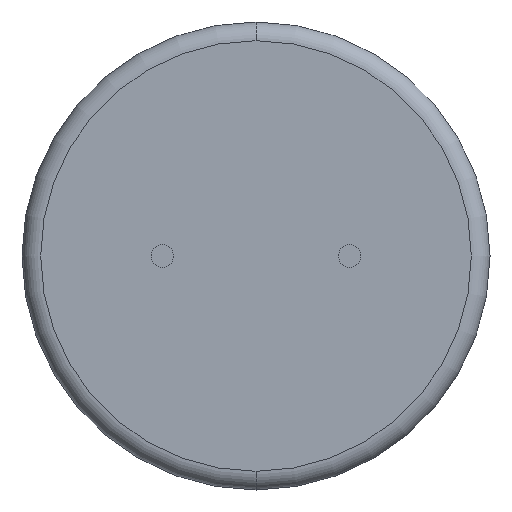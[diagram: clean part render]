
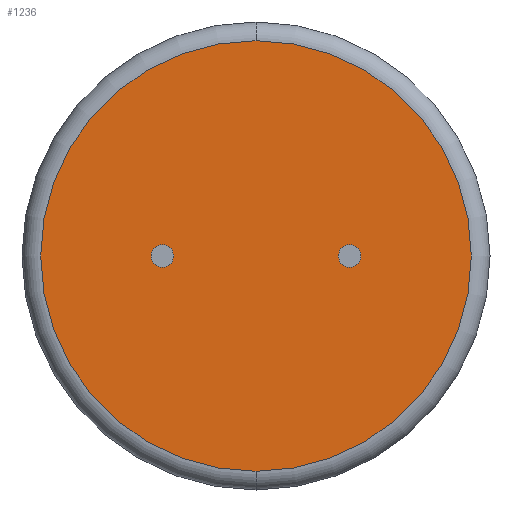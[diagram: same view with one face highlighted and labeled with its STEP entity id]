
A CAD part, front view. The second image highlights one B-rep face of the part: STEP entity #1236.
In plain terms, the highlighted planar face has unit normal (0, -1, 0).
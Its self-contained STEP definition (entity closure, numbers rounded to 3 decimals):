
#21 = VERTEX_POINT ( 'NONE', #728 ) ;
#56 = EDGE_CURVE ( 'NONE', #21, #985, #1110, .T. ) ;
#57 = DIRECTION ( 'NONE',  ( 0., 0., 1. ) ) ;
#78 = DIRECTION ( 'NONE',  ( 0., -1., 0. ) ) ;
#83 = EDGE_CURVE ( 'NONE', #883, #1178, #428, .T. ) ;
#105 = CARTESIAN_POINT ( 'NONE',  ( 0., 0., 0. ) ) ;
#106 = ORIENTED_EDGE ( 'NONE', *, *, #129, .F. ) ;
#128 = VERTEX_POINT ( 'NONE', #747 ) ;
#129 = EDGE_CURVE ( 'NONE', #128, #1191, #642, .T. ) ;
#150 = EDGE_CURVE ( 'NONE', #1191, #128, #691, .T. ) ;
#200 = DIRECTION ( 'NONE',  ( 0., -1., 0. ) ) ;
#235 = DIRECTION ( 'NONE',  ( 0., -1., 0. ) ) ;
#252 = DIRECTION ( 'NONE',  ( 0., 0., 1. ) ) ;
#333 = AXIS2_PLACEMENT_3D ( 'NONE', #483, #235, #252 ) ;
#397 = DIRECTION ( 'NONE',  ( 0., -1., 0. ) ) ;
#418 = CARTESIAN_POINT ( 'NONE',  ( 0., 0., 0. ) ) ;
#428 = CIRCLE ( 'NONE', #968, 0.3 ) ;
#483 = CARTESIAN_POINT ( 'NONE',  ( -2.5, 0., 0. ) ) ;
#489 = EDGE_CURVE ( 'NONE', #1178, #883, #1113, .T. ) ;
#506 = CARTESIAN_POINT ( 'NONE',  ( 0., 0., -5.75 ) ) ;
#512 = AXIS2_PLACEMENT_3D ( 'NONE', #775, #200, #768 ) ;
#528 = CARTESIAN_POINT ( 'NONE',  ( 2.5, 0., -0.3 ) ) ;
#537 = EDGE_LOOP ( 'NONE', ( #106, #664 ) ) ;
#608 = EDGE_LOOP ( 'NONE', ( #829, #859 ) ) ;
#642 = CIRCLE ( 'NONE', #512, 0.3 ) ;
#648 = CARTESIAN_POINT ( 'NONE',  ( 2.5, 0., 0. ) ) ;
#664 = ORIENTED_EDGE ( 'NONE', *, *, #150, .F. ) ;
#691 = CIRCLE ( 'NONE', #1366, 0.3 ) ;
#693 = EDGE_CURVE ( 'NONE', #985, #21, #696, .T. ) ;
#696 = CIRCLE ( 'NONE', #1062, 5.75 ) ;
#728 = CARTESIAN_POINT ( 'NONE',  ( 0., 0., 5.75 ) ) ;
#747 = CARTESIAN_POINT ( 'NONE',  ( 2.5, 0., 0.3 ) ) ;
#768 = DIRECTION ( 'NONE',  ( 0., 0., 1. ) ) ;
#771 = ORIENTED_EDGE ( 'NONE', *, *, #83, .F. ) ;
#775 = CARTESIAN_POINT ( 'NONE',  ( 2.5, 0., 0. ) ) ;
#817 = CARTESIAN_POINT ( 'NONE',  ( -2.5, 0., 0.3 ) ) ;
#829 = ORIENTED_EDGE ( 'NONE', *, *, #56, .T. ) ;
#850 = DIRECTION ( 'NONE',  ( 0., 1., 0. ) ) ;
#859 = ORIENTED_EDGE ( 'NONE', *, *, #693, .T. ) ;
#864 = FACE_BOUND ( 'NONE', #921, .T. ) ;
#869 = DIRECTION ( 'NONE',  ( 0., 0., 1. ) ) ;
#873 = DIRECTION ( 'NONE',  ( 0., 0., 1. ) ) ;
#881 = CARTESIAN_POINT ( 'NONE',  ( -2.5, 0., -0.3 ) ) ;
#883 = VERTEX_POINT ( 'NONE', #881 ) ;
#912 = FACE_OUTER_BOUND ( 'NONE', #608, .T. ) ;
#921 = EDGE_LOOP ( 'NONE', ( #1016, #771 ) ) ;
#936 = DIRECTION ( 'NONE',  ( 0., 0., 1. ) ) ;
#949 = CARTESIAN_POINT ( 'NONE',  ( -2.5, 0., 0. ) ) ;
#968 = AXIS2_PLACEMENT_3D ( 'NONE', #949, #1184, #1007 ) ;
#985 = VERTEX_POINT ( 'NONE', #506 ) ;
#1007 = DIRECTION ( 'NONE',  ( 0., 0., 1. ) ) ;
#1016 = ORIENTED_EDGE ( 'NONE', *, *, #489, .F. ) ;
#1054 = CARTESIAN_POINT ( 'NONE',  ( 0., 0., 0. ) ) ;
#1062 = AXIS2_PLACEMENT_3D ( 'NONE', #1054, #78, #57 ) ;
#1067 = AXIS2_PLACEMENT_3D ( 'NONE', #105, #850, #873 ) ;
#1096 = DIRECTION ( 'NONE',  ( 0., -1., 0. ) ) ;
#1110 = CIRCLE ( 'NONE', #1365, 5.75 ) ;
#1113 = CIRCLE ( 'NONE', #333, 0.3 ) ;
#1178 = VERTEX_POINT ( 'NONE', #817 ) ;
#1184 = DIRECTION ( 'NONE',  ( 0., -1., 0. ) ) ;
#1191 = VERTEX_POINT ( 'NONE', #528 ) ;
#1193 = FACE_BOUND ( 'NONE', #537, .T. ) ;
#1236 = ADVANCED_FACE ( 'NONE', ( #1193, #864, #912 ), #1283, .F. ) ;
#1283 = PLANE ( 'NONE',  #1067 ) ;
#1365 = AXIS2_PLACEMENT_3D ( 'NONE', #418, #397, #936 ) ;
#1366 = AXIS2_PLACEMENT_3D ( 'NONE', #648, #1096, #869 ) ;
